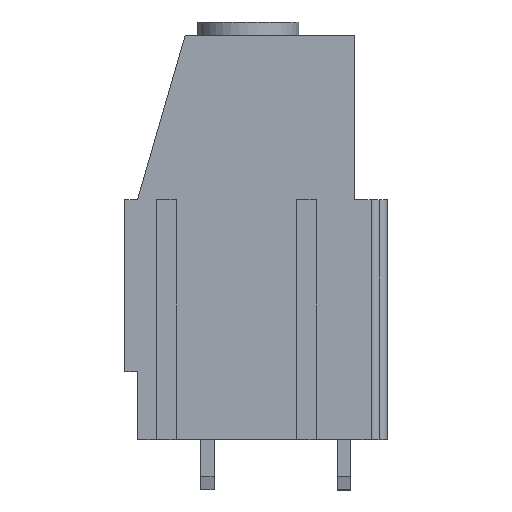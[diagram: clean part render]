
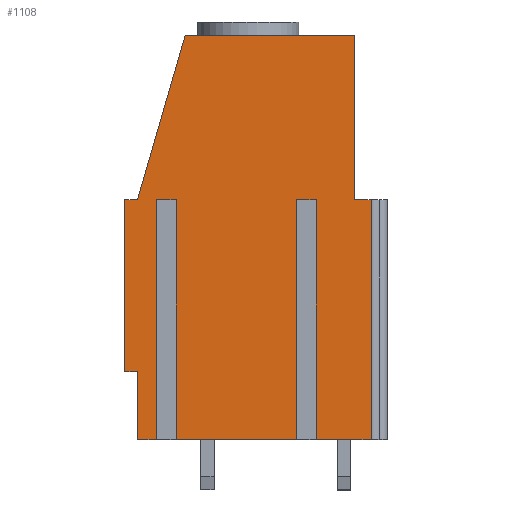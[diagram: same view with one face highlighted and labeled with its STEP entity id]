
A CAD part, top view. The second image highlights one B-rep face of the part: STEP entity #1108.
In plain terms, the highlighted planar face has unit normal (0, 0, 1).
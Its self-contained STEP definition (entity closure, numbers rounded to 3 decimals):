
#6 = EDGE_CURVE ( 'NONE', #470, #236, #127, .T. ) ;
#17 = EDGE_CURVE ( 'NONE', #764, #1468, #449, .T. ) ;
#19 = ORIENTED_EDGE ( 'NONE', *, *, #469, .T. ) ;
#35 = ORIENTED_EDGE ( 'NONE', *, *, #197, .F. ) ;
#36 = CARTESIAN_POINT ( 'NONE',  ( -2.904, -10.682, 10.16 ) ) ;
#47 = CARTESIAN_POINT ( 'NONE',  ( -20.254, -5.642, 10.16 ) ) ;
#65 = CARTESIAN_POINT ( 'NONE',  ( 0., -5.642, 10.16 ) ) ;
#70 = VECTOR ( 'NONE', #1749, 1000. ) ;
#79 = EDGE_CURVE ( 'NONE', #1468, #451, #1082, .T. ) ;
#84 = CARTESIAN_POINT ( 'NONE',  ( -4.154, 7.118, 10.16 ) ) ;
#112 = VERTEX_POINT ( 'NONE', #116 ) ;
#116 = CARTESIAN_POINT ( 'NONE',  ( -6.974, -10.682, 10.16 ) ) ;
#118 = ORIENTED_EDGE ( 'NONE', *, *, #196, .F. ) ;
#123 = LINE ( 'NONE', #636, #1390 ) ;
#127 = LINE ( 'NONE', #779, #70 ) ;
#196 = EDGE_CURVE ( 'NONE', #260, #726, #280, .T. ) ;
#197 = EDGE_CURVE ( 'NONE', #317, #1220, #844, .T. ) ;
#215 = VERTEX_POINT ( 'NONE', #1534 ) ;
#230 = DIRECTION ( 'NONE',  ( 0., 1., 0. ) ) ;
#232 = VERTEX_POINT ( 'NONE', #2029 ) ;
#236 = VERTEX_POINT ( 'NONE', #1843 ) ;
#241 = EDGE_CURVE ( 'NONE', #383, #232, #1484, .T. ) ;
#260 = VERTEX_POINT ( 'NONE', #1521 ) ;
#267 = DIRECTION ( 'NONE',  ( -1., 0., 0. ) ) ;
#280 = LINE ( 'NONE', #2125, #1886 ) ;
#281 = ORIENTED_EDGE ( 'NONE', *, *, #1875, .F. ) ;
#286 = LINE ( 'NONE', #917, #1675 ) ;
#302 = DIRECTION ( 'NONE',  ( 0., 1., 0. ) ) ;
#308 = CARTESIAN_POINT ( 'NONE',  ( -17.374, 7.118, 10.16 ) ) ;
#317 = VERTEX_POINT ( 'NONE', #1649 ) ;
#334 = CARTESIAN_POINT ( 'NONE',  ( -6.974, 7.118, 10.16 ) ) ;
#338 = CARTESIAN_POINT ( 'NONE',  ( -21.204, 7.118, 10.16 ) ) ;
#360 = CARTESIAN_POINT ( 'NONE',  ( -18.854, -10.682, 10.16 ) ) ;
#362 = FACE_OUTER_BOUND ( 'NONE', #1048, .T. ) ;
#383 = VERTEX_POINT ( 'NONE', #47 ) ;
#385 = VECTOR ( 'NONE', #1952, 1000. ) ;
#390 = VECTOR ( 'NONE', #397, 1000. ) ;
#397 = DIRECTION ( 'NONE',  ( -1., 0., 0. ) ) ;
#408 = LINE ( 'NONE', #1134, #631 ) ;
#416 = VERTEX_POINT ( 'NONE', #84 ) ;
#449 = LINE ( 'NONE', #360, #646 ) ;
#451 = VERTEX_POINT ( 'NONE', #1255 ) ;
#464 = EDGE_CURVE ( 'NONE', #2147, #112, #780, .T. ) ;
#469 = EDGE_CURVE ( 'NONE', #1504, #416, #523, .T. ) ;
#470 = VERTEX_POINT ( 'NONE', #1256 ) ;
#493 = VECTOR ( 'NONE', #1244, 1000. ) ;
#523 = LINE ( 'NONE', #1679, #385 ) ;
#531 = CARTESIAN_POINT ( 'NONE',  ( -8.454, 7.118, 10.16 ) ) ;
#532 = VERTEX_POINT ( 'NONE', #1748 ) ;
#533 = DIRECTION ( 'NONE',  ( -1., 0., 0. ) ) ;
#599 = ORIENTED_EDGE ( 'NONE', *, *, #1073, .F. ) ;
#600 = VECTOR ( 'NONE', #1648, 1000. ) ;
#601 = VECTOR ( 'NONE', #2052, 1000. ) ;
#604 = ORIENTED_EDGE ( 'NONE', *, *, #1961, .T. ) ;
#609 = CARTESIAN_POINT ( 'NONE',  ( 0., 19.318, 10.16 ) ) ;
#622 = ORIENTED_EDGE ( 'NONE', *, *, #1685, .F. ) ;
#631 = VECTOR ( 'NONE', #267, 1000. ) ;
#636 = CARTESIAN_POINT ( 'NONE',  ( -2.904, 7.118, 10.16 ) ) ;
#646 = VECTOR ( 'NONE', #2089, 1000. ) ;
#648 = CARTESIAN_POINT ( 'NONE',  ( -18.854, 7.118, 10.16 ) ) ;
#656 = EDGE_CURVE ( 'NONE', #451, #383, #286, .T. ) ;
#721 = EDGE_CURVE ( 'NONE', #532, #236, #1265, .T. ) ;
#726 = VERTEX_POINT ( 'NONE', #531 ) ;
#737 = VERTEX_POINT ( 'NONE', #338 ) ;
#742 = PLANE ( 'NONE',  #1995 ) ;
#750 = ORIENTED_EDGE ( 'NONE', *, *, #6, .F. ) ;
#764 = VERTEX_POINT ( 'NONE', #648 ) ;
#779 = CARTESIAN_POINT ( 'NONE',  ( -20.586, 5.973, 10.16 ) ) ;
#780 = LINE ( 'NONE', #2048, #493 ) ;
#781 = VECTOR ( 'NONE', #533, 1000. ) ;
#801 = DIRECTION ( 'NONE',  ( 0., 0., 1. ) ) ;
#819 = DIRECTION ( 'NONE',  ( 1., 0., 0. ) ) ;
#844 = LINE ( 'NONE', #854, #893 ) ;
#854 = CARTESIAN_POINT ( 'NONE',  ( 0., -10.682, 10.16 ) ) ;
#890 = EDGE_CURVE ( 'NONE', #737, #470, #1017, .T. ) ;
#893 = VECTOR ( 'NONE', #1949, 1000. ) ;
#899 = DIRECTION ( 'NONE',  ( 0., 1., 0. ) ) ;
#903 = CARTESIAN_POINT ( 'NONE',  ( -4.154, 0., 10.16 ) ) ;
#916 = DIRECTION ( 'NONE',  ( 0., 1., 0. ) ) ;
#917 = CARTESIAN_POINT ( 'NONE',  ( -20.254, 0., 10.16 ) ) ;
#927 = ORIENTED_EDGE ( 'NONE', *, *, #17, .F. ) ;
#942 = ORIENTED_EDGE ( 'NONE', *, *, #721, .T. ) ;
#1017 = LINE ( 'NONE', #1892, #1712 ) ;
#1027 = LINE ( 'NONE', #334, #1515 ) ;
#1048 = EDGE_LOOP ( 'NONE', ( #1444, #1955, #1449, #19, #604, #942, #750, #2012, #599, #1613, #1280, #1451, #927, #1448, #622, #35, #281, #118 ) ) ;
#1061 = CARTESIAN_POINT ( 'NONE',  ( -17.374, -10.682, 10.16 ) ) ;
#1064 = CARTESIAN_POINT ( 'NONE',  ( 0., -10.682, 10.16 ) ) ;
#1073 = EDGE_CURVE ( 'NONE', #232, #737, #2108, .T. ) ;
#1082 = LINE ( 'NONE', #1064, #1716 ) ;
#1108 = ADVANCED_FACE ( 'NONE', ( #362 ), #742, .T. ) ;
#1134 = CARTESIAN_POINT ( 'NONE',  ( -18.854, 7.118, 10.16 ) ) ;
#1220 = VERTEX_POINT ( 'NONE', #1061 ) ;
#1224 = CARTESIAN_POINT ( 'NONE',  ( -8.454, 7.118, 10.16 ) ) ;
#1244 = DIRECTION ( 'NONE',  ( -1., 0., 0. ) ) ;
#1255 = CARTESIAN_POINT ( 'NONE',  ( -20.254, -10.682, 10.16 ) ) ;
#1256 = CARTESIAN_POINT ( 'NONE',  ( -20.254, 7.118, 10.16 ) ) ;
#1265 = LINE ( 'NONE', #609, #781 ) ;
#1280 = ORIENTED_EDGE ( 'NONE', *, *, #656, .F. ) ;
#1295 = EDGE_CURVE ( 'NONE', #112, #260, #1027, .T. ) ;
#1346 = EDGE_CURVE ( 'NONE', #215, #764, #408, .T. ) ;
#1390 = VECTOR ( 'NONE', #1913, 1000. ) ;
#1444 = ORIENTED_EDGE ( 'NONE', *, *, #1295, .F. ) ;
#1448 = ORIENTED_EDGE ( 'NONE', *, *, #1346, .F. ) ;
#1449 = ORIENTED_EDGE ( 'NONE', *, *, #1909, .F. ) ;
#1451 = ORIENTED_EDGE ( 'NONE', *, *, #79, .F. ) ;
#1458 = DIRECTION ( 'NONE',  ( -1., 0., 0. ) ) ;
#1468 = VERTEX_POINT ( 'NONE', #1934 ) ;
#1484 = LINE ( 'NONE', #65, #390 ) ;
#1504 = VERTEX_POINT ( 'NONE', #1599 ) ;
#1515 = VECTOR ( 'NONE', #302, 1000. ) ;
#1521 = CARTESIAN_POINT ( 'NONE',  ( -6.974, 7.118, 10.16 ) ) ;
#1534 = CARTESIAN_POINT ( 'NONE',  ( -17.374, 7.118, 10.16 ) ) ;
#1599 = CARTESIAN_POINT ( 'NONE',  ( -2.904, 7.118, 10.16 ) ) ;
#1613 = ORIENTED_EDGE ( 'NONE', *, *, #241, .F. ) ;
#1648 = DIRECTION ( 'NONE',  ( 0., -1., 0. ) ) ;
#1649 = CARTESIAN_POINT ( 'NONE',  ( -8.454, -10.682, 10.16 ) ) ;
#1652 = VECTOR ( 'NONE', #899, 1000. ) ;
#1659 = DIRECTION ( 'NONE',  ( -1., 0., 0. ) ) ;
#1675 = VECTOR ( 'NONE', #916, 1000. ) ;
#1679 = CARTESIAN_POINT ( 'NONE',  ( 0., 7.118, 10.16 ) ) ;
#1685 = EDGE_CURVE ( 'NONE', #1220, #215, #2033, .T. ) ;
#1705 = CARTESIAN_POINT ( 'NONE',  ( 0., 0., 10.16 ) ) ;
#1712 = VECTOR ( 'NONE', #2025, 1000. ) ;
#1716 = VECTOR ( 'NONE', #1458, 1000. ) ;
#1748 = CARTESIAN_POINT ( 'NONE',  ( -4.154, 19.318, 10.16 ) ) ;
#1749 = DIRECTION ( 'NONE',  ( 0.279, 0.96, 0. ) ) ;
#1843 = CARTESIAN_POINT ( 'NONE',  ( -16.714, 19.318, 10.16 ) ) ;
#1875 = EDGE_CURVE ( 'NONE', #726, #317, #1899, .T. ) ;
#1886 = VECTOR ( 'NONE', #1659, 1000. ) ;
#1892 = CARTESIAN_POINT ( 'NONE',  ( 0., 7.118, 10.16 ) ) ;
#1899 = LINE ( 'NONE', #1224, #600 ) ;
#1909 = EDGE_CURVE ( 'NONE', #1504, #2147, #123, .T. ) ;
#1913 = DIRECTION ( 'NONE',  ( 0., -1., 0. ) ) ;
#1934 = CARTESIAN_POINT ( 'NONE',  ( -18.854, -10.682, 10.16 ) ) ;
#1949 = DIRECTION ( 'NONE',  ( -1., 0., 0. ) ) ;
#1952 = DIRECTION ( 'NONE',  ( -1., 0., 0. ) ) ;
#1955 = ORIENTED_EDGE ( 'NONE', *, *, #464, .F. ) ;
#1961 = EDGE_CURVE ( 'NONE', #416, #532, #2127, .T. ) ;
#1980 = VECTOR ( 'NONE', #230, 1000. ) ;
#1995 = AXIS2_PLACEMENT_3D ( 'NONE', #1705, #801, #819 ) ;
#2012 = ORIENTED_EDGE ( 'NONE', *, *, #890, .F. ) ;
#2025 = DIRECTION ( 'NONE',  ( 1., 0., 0. ) ) ;
#2029 = CARTESIAN_POINT ( 'NONE',  ( -21.204, -5.642, 10.16 ) ) ;
#2033 = LINE ( 'NONE', #308, #1980 ) ;
#2048 = CARTESIAN_POINT ( 'NONE',  ( 0., -10.682, 10.16 ) ) ;
#2052 = DIRECTION ( 'NONE',  ( 0., 1., 0. ) ) ;
#2089 = DIRECTION ( 'NONE',  ( 0., -1., 0. ) ) ;
#2108 = LINE ( 'NONE', #2163, #601 ) ;
#2125 = CARTESIAN_POINT ( 'NONE',  ( -8.454, 7.118, 10.16 ) ) ;
#2127 = LINE ( 'NONE', #903, #1652 ) ;
#2147 = VERTEX_POINT ( 'NONE', #36 ) ;
#2163 = CARTESIAN_POINT ( 'NONE',  ( -21.204, 0., 10.16 ) ) ;
